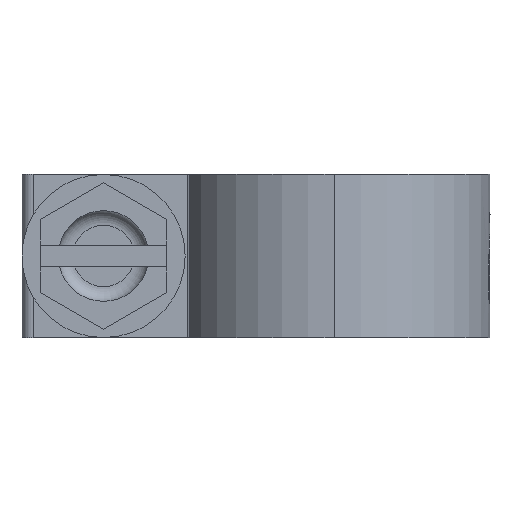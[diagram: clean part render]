
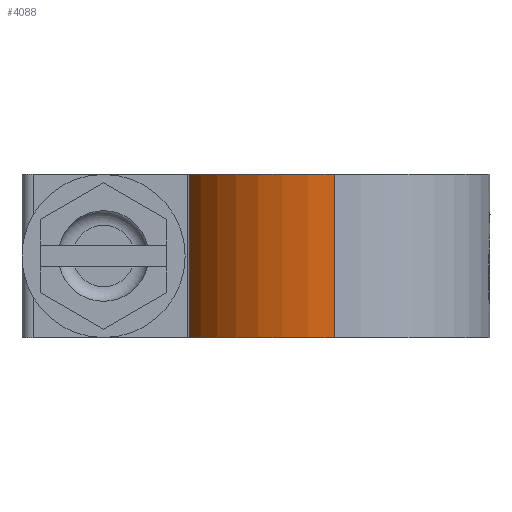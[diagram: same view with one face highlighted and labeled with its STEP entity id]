
A CAD part, left-side view. The second image highlights one B-rep face of the part: STEP entity #4088.
In plain terms, the highlighted cylindrical face has radius 8.6 mm (diameter 17.2 mm), a partial arc.
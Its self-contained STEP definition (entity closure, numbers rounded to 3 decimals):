
#227 = DIRECTION ( 'NONE',  ( 0., 0., -1. ) ) ;
#665 = CARTESIAN_POINT ( 'NONE',  ( -3.173, 7.993, -4.5 ) ) ;
#821 = CARTESIAN_POINT ( 'NONE',  ( 0., 0., 4.5 ) ) ;
#1180 = LINE ( 'NONE', #2290, #4740 ) ;
#1263 = CIRCLE ( 'NONE', #4148, 8.6 ) ;
#1402 = CARTESIAN_POINT ( 'NONE',  ( -8.6, 0., -4.5 ) ) ;
#1712 = VERTEX_POINT ( 'NONE', #2960 ) ;
#1717 = DIRECTION ( 'NONE',  ( -1., 0., 0. ) ) ;
#1748 = CARTESIAN_POINT ( 'NONE',  ( -3.173, 7.993, 4.5 ) ) ;
#1763 = EDGE_LOOP ( 'NONE', ( #2080, #4378, #5964, #6636 ) ) ;
#1910 = CARTESIAN_POINT ( 'NONE',  ( -8.6, 0., 4.5 ) ) ;
#1972 = EDGE_CURVE ( 'NONE', #5953, #3132, #1180, .T. ) ;
#2070 = EDGE_CURVE ( 'NONE', #5953, #1712, #6632, .T. ) ;
#2080 = ORIENTED_EDGE ( 'NONE', *, *, #1972, .F. ) ;
#2278 = CYLINDRICAL_SURFACE ( 'NONE', #2285, 8.6 ) ;
#2285 = AXIS2_PLACEMENT_3D ( 'NONE', #821, #6485, #1717 ) ;
#2290 = CARTESIAN_POINT ( 'NONE',  ( -8.6, 0., 4.5 ) ) ;
#2960 = CARTESIAN_POINT ( 'NONE',  ( -3.173, 7.993, 4.5 ) ) ;
#2981 = AXIS2_PLACEMENT_3D ( 'NONE', #5540, #5641, #3513 ) ;
#3132 = VERTEX_POINT ( 'NONE', #1402 ) ;
#3139 = EDGE_CURVE ( 'NONE', #3132, #4330, #1263, .T. ) ;
#3513 = DIRECTION ( 'NONE',  ( 1., 0., 0. ) ) ;
#3521 = CARTESIAN_POINT ( 'NONE',  ( 0., 0., -4.5 ) ) ;
#4088 = ADVANCED_FACE ( 'NONE', ( #6587 ), #2278, .T. ) ;
#4148 = AXIS2_PLACEMENT_3D ( 'NONE', #3521, #227, #6639 ) ;
#4330 = VERTEX_POINT ( 'NONE', #665 ) ;
#4378 = ORIENTED_EDGE ( 'NONE', *, *, #2070, .T. ) ;
#4410 = DIRECTION ( 'NONE',  ( 0., 0., -1. ) ) ;
#4740 = VECTOR ( 'NONE', #4410, 1000. ) ;
#4853 = VECTOR ( 'NONE', #6442, 1000. ) ;
#5453 = LINE ( 'NONE', #1748, #4853 ) ;
#5540 = CARTESIAN_POINT ( 'NONE',  ( 0., 0., 4.5 ) ) ;
#5641 = DIRECTION ( 'NONE',  ( 0., 0., -1. ) ) ;
#5659 = EDGE_CURVE ( 'NONE', #1712, #4330, #5453, .T. ) ;
#5953 = VERTEX_POINT ( 'NONE', #1910 ) ;
#5964 = ORIENTED_EDGE ( 'NONE', *, *, #5659, .T. ) ;
#6442 = DIRECTION ( 'NONE',  ( 0., 0., -1. ) ) ;
#6485 = DIRECTION ( 'NONE',  ( 0., 0., -1. ) ) ;
#6587 = FACE_OUTER_BOUND ( 'NONE', #1763, .T. ) ;
#6632 = CIRCLE ( 'NONE', #2981, 8.6 ) ;
#6636 = ORIENTED_EDGE ( 'NONE', *, *, #3139, .F. ) ;
#6639 = DIRECTION ( 'NONE',  ( 1., 0., 0. ) ) ;
